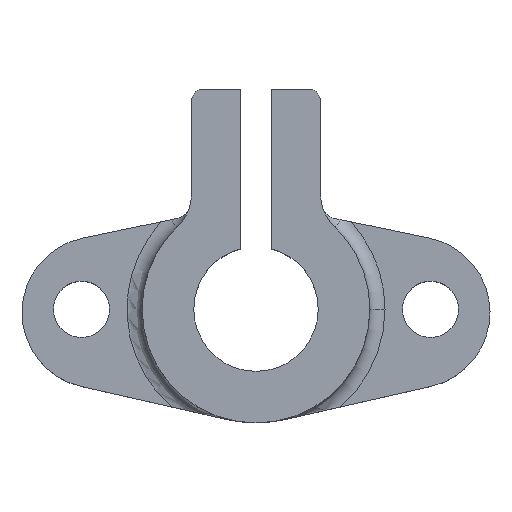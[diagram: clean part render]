
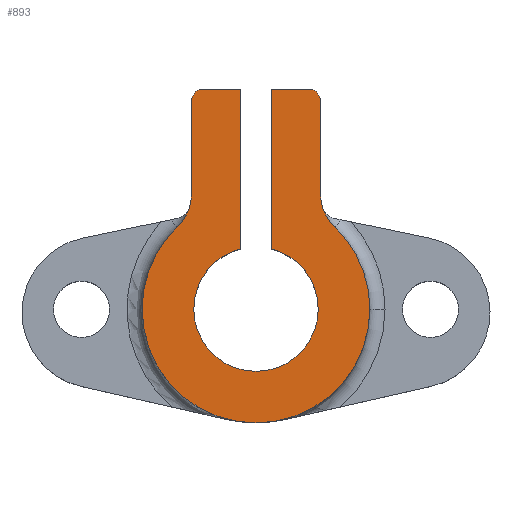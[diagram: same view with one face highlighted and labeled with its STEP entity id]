
A CAD part, top view. The second image highlights one B-rep face of the part: STEP entity #893.
In plain terms, the highlighted planar face has unit normal (0, 0, 1).
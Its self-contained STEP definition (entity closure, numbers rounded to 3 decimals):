
#13 = CARTESIAN_POINT ( 'NONE',  ( 0., 0., 10. ) ) ;
#19 = ORIENTED_EDGE ( 'NONE', *, *, #426, .T. ) ;
#25 = CARTESIAN_POINT ( 'NONE',  ( -3.45, 14.5, 10. ) ) ;
#47 = AXIS2_PLACEMENT_3D ( 'NONE', #1102, #1086, #1079 ) ;
#55 = LINE ( 'NONE', #724, #515 ) ;
#57 = DIRECTION ( 'NONE',  ( 0., 0., 1. ) ) ;
#61 = CARTESIAN_POINT ( 'NONE',  ( 4.25, 7.595, 10. ) ) ;
#115 = DIRECTION ( 'NONE',  ( 0., 0., 1. ) ) ;
#122 = VERTEX_POINT ( 'NONE', #590 ) ;
#125 = VERTEX_POINT ( 'NONE', #945 ) ;
#126 = VERTEX_POINT ( 'NONE', #1177 ) ;
#157 = CIRCLE ( 'NONE', #47, 0.8 ) ;
#159 = ORIENTED_EDGE ( 'NONE', *, *, #850, .F. ) ;
#163 = CIRCLE ( 'NONE', #721, 4.1 ) ;
#184 = AXIS2_PLACEMENT_3D ( 'NONE', #427, #412, #406 ) ;
#189 = ORIENTED_EDGE ( 'NONE', *, *, #1052, .F. ) ;
#194 = ORIENTED_EDGE ( 'NONE', *, *, #1430, .F. ) ;
#204 = VERTEX_POINT ( 'NONE', #1101 ) ;
#210 = ORIENTED_EDGE ( 'NONE', *, *, #379, .T. ) ;
#214 = CARTESIAN_POINT ( 'NONE',  ( -4.25, 7.595, 10. ) ) ;
#217 = ORIENTED_EDGE ( 'NONE', *, *, #1225, .F. ) ;
#219 = ORIENTED_EDGE ( 'NONE', *, *, #564, .T. ) ;
#227 = VECTOR ( 'NONE', #941, 1000. ) ;
#228 = AXIS2_PLACEMENT_3D ( 'NONE', #1020, #1130, #942 ) ;
#230 = CARTESIAN_POINT ( 'NONE',  ( 7.5, 0., 10. ) ) ;
#253 = EDGE_CURVE ( 'NONE', #786, #126, #295, .T. ) ;
#257 = VERTEX_POINT ( 'NONE', #230 ) ;
#274 = CARTESIAN_POINT ( 'NONE',  ( 3.45, 13.7, 10. ) ) ;
#295 = CIRCLE ( 'NONE', #653, 3. ) ;
#301 = VECTOR ( 'NONE', #747, 1000. ) ;
#314 = EDGE_LOOP ( 'NONE', ( #701, #19, #1185, #1389, #687, #210, #381, #219, #159, #864, #189, #217, #194, #676, #336, #1087 ) ) ;
#319 = DIRECTION ( 'NONE',  ( 1., 0., 0. ) ) ;
#330 = DIRECTION ( 'NONE',  ( 0., 0., 1. ) ) ;
#336 = ORIENTED_EDGE ( 'NONE', *, *, #928, .F. ) ;
#338 = DIRECTION ( 'NONE',  ( 0., 0., 1. ) ) ;
#353 = CIRCLE ( 'NONE', #228, 7.5 ) ;
#359 = DIRECTION ( 'NONE',  ( 1., 0., 0. ) ) ;
#370 = AXIS2_PLACEMENT_3D ( 'NONE', #1026, #330, #359 ) ;
#377 = CARTESIAN_POINT ( 'NONE',  ( -1., 14.5, 10. ) ) ;
#379 = EDGE_CURVE ( 'NONE', #1109, #257, #1355, .T. ) ;
#381 = ORIENTED_EDGE ( 'NONE', *, *, #740, .T. ) ;
#406 = DIRECTION ( 'NONE',  ( 1., 0., 0. ) ) ;
#412 = DIRECTION ( 'NONE',  ( 0., 0., -1. ) ) ;
#426 = EDGE_CURVE ( 'NONE', #1166, #931, #157, .T. ) ;
#427 = CARTESIAN_POINT ( 'NONE',  ( 7.25, 7.595, 10. ) ) ;
#448 = PLANE ( 'NONE',  #976 ) ;
#497 = LINE ( 'NONE', #610, #543 ) ;
#498 = VERTEX_POINT ( 'NONE', #851 ) ;
#515 = VECTOR ( 'NONE', #717, 1000. ) ;
#535 = EDGE_CURVE ( 'NONE', #786, #931, #753, .T. ) ;
#536 = LINE ( 'NONE', #580, #227 ) ;
#539 = CIRCLE ( 'NONE', #184, 3. ) ;
#542 = CARTESIAN_POINT ( 'NONE',  ( 4.25, 13.7, 10. ) ) ;
#543 = VECTOR ( 'NONE', #1218, 1000. ) ;
#549 = CARTESIAN_POINT ( 'NONE',  ( 0., 0., 10. ) ) ;
#563 = AXIS2_PLACEMENT_3D ( 'NONE', #1338, #1249, #1244 ) ;
#564 = EDGE_CURVE ( 'NONE', #1108, #1339, #539, .T. ) ;
#580 = CARTESIAN_POINT ( 'NONE',  ( 4.25, 4.5, 10. ) ) ;
#590 = CARTESIAN_POINT ( 'NONE',  ( 1., 3.976, 10. ) ) ;
#594 = CIRCLE ( 'NONE', #670, 0.8 ) ;
#596 = DIRECTION ( 'NONE',  ( 0., 1., 0. ) ) ;
#610 = CARTESIAN_POINT ( 'NONE',  ( 4.25, 14.5, 10. ) ) ;
#615 = VECTOR ( 'NONE', #596, 1000. ) ;
#634 = CARTESIAN_POINT ( 'NONE',  ( -7.25, 7.595, 10. ) ) ;
#636 = CARTESIAN_POINT ( 'NONE',  ( -4.25, 4.5, 10. ) ) ;
#653 = AXIS2_PLACEMENT_3D ( 'NONE', #634, #761, #1276 ) ;
#670 = AXIS2_PLACEMENT_3D ( 'NONE', #274, #944, #938 ) ;
#676 = ORIENTED_EDGE ( 'NONE', *, *, #824, .F. ) ;
#687 = ORIENTED_EDGE ( 'NONE', *, *, #1234, .T. ) ;
#701 = ORIENTED_EDGE ( 'NONE', *, *, #1075, .F. ) ;
#702 = CIRCLE ( 'NONE', #1066, 7.5 ) ;
#717 = DIRECTION ( 'NONE',  ( 1., 0., 0. ) ) ;
#721 = AXIS2_PLACEMENT_3D ( 'NONE', #13, #115, #812 ) ;
#724 = CARTESIAN_POINT ( 'NONE',  ( 4.25, 14.5, 10. ) ) ;
#740 = EDGE_CURVE ( 'NONE', #257, #1108, #353, .T. ) ;
#747 = DIRECTION ( 'NONE',  ( 0., -1., 0. ) ) ;
#753 = LINE ( 'NONE', #636, #615 ) ;
#761 = DIRECTION ( 'NONE',  ( 0., 0., -1. ) ) ;
#786 = VERTEX_POINT ( 'NONE', #214 ) ;
#812 = DIRECTION ( 'NONE',  ( 1., 0., 0. ) ) ;
#824 = EDGE_CURVE ( 'NONE', #125, #1080, #1378, .T. ) ;
#841 = CARTESIAN_POINT ( 'NONE',  ( -4.25, 13.7, 10. ) ) ;
#850 = EDGE_CURVE ( 'NONE', #858, #1339, #536, .T. ) ;
#851 = CARTESIAN_POINT ( 'NONE',  ( -1., 3.976, 10. ) ) ;
#858 = VERTEX_POINT ( 'NONE', #542 ) ;
#864 = ORIENTED_EDGE ( 'NONE', *, *, #1008, .T. ) ;
#869 = CARTESIAN_POINT ( 'NONE',  ( 0., 0., 10. ) ) ;
#893 = ADVANCED_FACE ( 'NONE', ( #933 ), #448, .T. ) ;
#928 = EDGE_CURVE ( 'NONE', #498, #125, #163, .T. ) ;
#931 = VERTEX_POINT ( 'NONE', #841 ) ;
#933 = FACE_OUTER_BOUND ( 'NONE', #314, .T. ) ;
#936 = VERTEX_POINT ( 'NONE', #377 ) ;
#938 = DIRECTION ( 'NONE',  ( 1., 0., 0. ) ) ;
#941 = DIRECTION ( 'NONE',  ( 0., -1., 0. ) ) ;
#942 = DIRECTION ( 'NONE',  ( 1., 0., 0. ) ) ;
#944 = DIRECTION ( 'NONE',  ( 0., 0., 1. ) ) ;
#945 = CARTESIAN_POINT ( 'NONE',  ( -4.1, 0., 10. ) ) ;
#960 = VECTOR ( 'NONE', #1321, 1000. ) ;
#974 = CARTESIAN_POINT ( 'NONE',  ( 1., 14.5, 10. ) ) ;
#976 = AXIS2_PLACEMENT_3D ( 'NONE', #549, #338, #319 ) ;
#979 = CARTESIAN_POINT ( 'NONE',  ( -1., 14.5, 10. ) ) ;
#1008 = EDGE_CURVE ( 'NONE', #858, #204, #594, .T. ) ;
#1020 = CARTESIAN_POINT ( 'NONE',  ( 0., 0., 10. ) ) ;
#1026 = CARTESIAN_POINT ( 'NONE',  ( 0., 0., 10. ) ) ;
#1043 = CARTESIAN_POINT ( 'NONE',  ( 4.1, 0., 10. ) ) ;
#1052 = EDGE_CURVE ( 'NONE', #1403, #204, #55, .T. ) ;
#1057 = LINE ( 'NONE', #974, #960 ) ;
#1066 = AXIS2_PLACEMENT_3D ( 'NONE', #869, #57, #1226 ) ;
#1075 = EDGE_CURVE ( 'NONE', #1166, #936, #497, .T. ) ;
#1079 = DIRECTION ( 'NONE',  ( 1., 0., 0. ) ) ;
#1080 = VERTEX_POINT ( 'NONE', #1043 ) ;
#1086 = DIRECTION ( 'NONE',  ( 0., 0., 1. ) ) ;
#1087 = ORIENTED_EDGE ( 'NONE', *, *, #1281, .F. ) ;
#1095 = AXIS2_PLACEMENT_3D ( 'NONE', #1445, #1441, #1431 ) ;
#1101 = CARTESIAN_POINT ( 'NONE',  ( 3.45, 14.5, 10. ) ) ;
#1102 = CARTESIAN_POINT ( 'NONE',  ( -3.45, 13.7, 10. ) ) ;
#1108 = VERTEX_POINT ( 'NONE', #1438 ) ;
#1109 = VERTEX_POINT ( 'NONE', #1442 ) ;
#1130 = DIRECTION ( 'NONE',  ( 0., 0., 1. ) ) ;
#1166 = VERTEX_POINT ( 'NONE', #25 ) ;
#1177 = CARTESIAN_POINT ( 'NONE',  ( -5.179, 5.425, 10. ) ) ;
#1185 = ORIENTED_EDGE ( 'NONE', *, *, #535, .F. ) ;
#1218 = DIRECTION ( 'NONE',  ( 1., 0., 0. ) ) ;
#1225 = EDGE_CURVE ( 'NONE', #122, #1403, #1057, .T. ) ;
#1226 = DIRECTION ( 'NONE',  ( 1., 0., 0. ) ) ;
#1234 = EDGE_CURVE ( 'NONE', #126, #1109, #702, .T. ) ;
#1244 = DIRECTION ( 'NONE',  ( 1., 0., 0. ) ) ;
#1249 = DIRECTION ( 'NONE',  ( 0., 0., 1. ) ) ;
#1258 = CIRCLE ( 'NONE', #563, 4.1 ) ;
#1276 = DIRECTION ( 'NONE',  ( 1., 0., 0. ) ) ;
#1281 = EDGE_CURVE ( 'NONE', #936, #498, #1374, .T. ) ;
#1321 = DIRECTION ( 'NONE',  ( 0., 1., 0. ) ) ;
#1338 = CARTESIAN_POINT ( 'NONE',  ( 0., 0., 10. ) ) ;
#1339 = VERTEX_POINT ( 'NONE', #61 ) ;
#1355 = CIRCLE ( 'NONE', #1095, 7.5 ) ;
#1374 = LINE ( 'NONE', #979, #301 ) ;
#1378 = CIRCLE ( 'NONE', #370, 4.1 ) ;
#1389 = ORIENTED_EDGE ( 'NONE', *, *, #253, .T. ) ;
#1403 = VERTEX_POINT ( 'NONE', #1461 ) ;
#1430 = EDGE_CURVE ( 'NONE', #1080, #122, #1258, .T. ) ;
#1431 = DIRECTION ( 'NONE',  ( 1., 0., 0. ) ) ;
#1438 = CARTESIAN_POINT ( 'NONE',  ( 5.179, 5.425, 10. ) ) ;
#1441 = DIRECTION ( 'NONE',  ( 0., 0., 1. ) ) ;
#1442 = CARTESIAN_POINT ( 'NONE',  ( -7.5, 0., 10. ) ) ;
#1445 = CARTESIAN_POINT ( 'NONE',  ( 0., 0., 10. ) ) ;
#1461 = CARTESIAN_POINT ( 'NONE',  ( 1., 14.5, 10. ) ) ;
